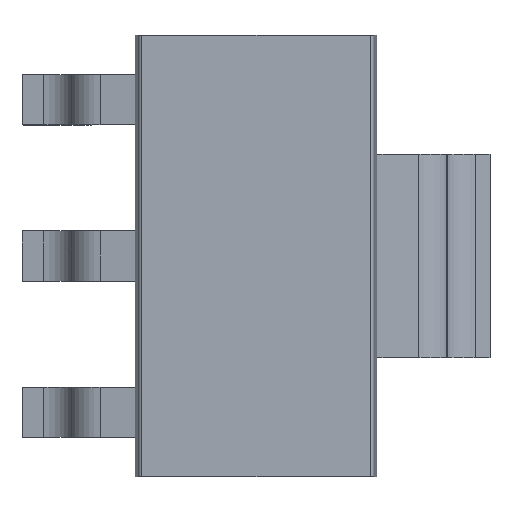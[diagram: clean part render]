
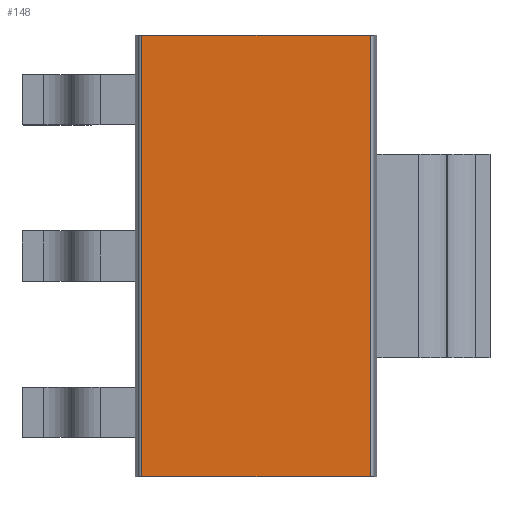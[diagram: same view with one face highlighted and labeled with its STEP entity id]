
A CAD part, top view. The second image highlights one B-rep face of the part: STEP entity #148.
In plain terms, the highlighted planar face has unit normal (0, 0, 1).
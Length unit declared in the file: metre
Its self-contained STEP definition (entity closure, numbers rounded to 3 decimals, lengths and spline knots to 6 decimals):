
#148 = ADVANCED_FACE( '', ( #335 ), #336, .F. );
#335 = FACE_OUTER_BOUND( '', #566, .T. );
#336 = PLANE( '', #567 );
#566 = EDGE_LOOP( '', ( #889, #890, #891, #892 ) );
#567 = AXIS2_PLACEMENT_3D( '', #893, #894, #895 );
#889 = ORIENTED_EDGE( '', *, *, #1447, .F. );
#890 = ORIENTED_EDGE( '', *, *, #1365, .F. );
#891 = ORIENTED_EDGE( '', *, *, #1448, .F. );
#892 = ORIENTED_EDGE( '', *, *, #1431, .T. );
#893 = CARTESIAN_POINT( '', ( 0.00173, 0.003206, 0.00162 ) );
#894 = DIRECTION( '', ( 0., 0., -1. ) );
#895 = DIRECTION( '', ( 0., -1., 0. ) );
#1365 = EDGE_CURVE( '', #1629, #1613, #1631, .T. );
#1431 = EDGE_CURVE( '', #1746, #1744, #1747, .F. );
#1447 = EDGE_CURVE( '', #1613, #1744, #1773, .T. );
#1448 = EDGE_CURVE( '', #1746, #1629, #1774, .T. );
#1613 = VERTEX_POINT( '', #1984 );
#1629 = VERTEX_POINT( '', #2016 );
#1631 = B_SPLINE_CURVE_WITH_KNOTS( '', 1, ( #2022, #2023 ), .UNSPECIFIED., .F., .F., ( 2, 2 ), ( 0., 1. ), .UNSPECIFIED. );
#1744 = VERTEX_POINT( '', #2175 );
#1746 = VERTEX_POINT( '', #2180 );
#1747 = B_SPLINE_CURVE_WITH_KNOTS( '', 1, ( #2181, #2182 ), .UNSPECIFIED., .F., .F., ( 2, 2 ), ( 0., 1. ), .UNSPECIFIED. );
#1773 = B_SPLINE_CURVE_WITH_KNOTS( '', 3, ( #2222, #2223, #2224, #2225 ), .UNSPECIFIED., .F., .F., ( 4, 4 ), ( 0., 1. ), .UNSPECIFIED. );
#1774 = B_SPLINE_CURVE_WITH_KNOTS( '', 3, ( #2226, #2227, #2228, #2229 ), .UNSPECIFIED., .F., .F., ( 4, 4 ), ( 0., 1. ), .UNSPECIFIED. );
#1984 = CARTESIAN_POINT( '', ( 0.001683, 0.003206, 0.00162 ) );
#2016 = CARTESIAN_POINT( '', ( -0.001683, 0.003206, 0.00162 ) );
#2022 = CARTESIAN_POINT( '', ( -0.001683, 0.003206, 0.00162 ) );
#2023 = CARTESIAN_POINT( '', ( 0.001683, 0.003206, 0.00162 ) );
#2175 = CARTESIAN_POINT( '', ( 0.001683, -0.003294, 0.00162 ) );
#2180 = CARTESIAN_POINT( '', ( -0.001683, -0.003294, 0.00162 ) );
#2181 = CARTESIAN_POINT( '', ( 0.001683, -0.003294, 0.00162 ) );
#2182 = CARTESIAN_POINT( '', ( -0.001683, -0.003294, 0.00162 ) );
#2222 = CARTESIAN_POINT( '', ( 0.001683, 0.003206, 0.00162 ) );
#2223 = CARTESIAN_POINT( '', ( 0.001683, 0.001039, 0.00162 ) );
#2224 = CARTESIAN_POINT( '', ( 0.001683, -0.001127, 0.00162 ) );
#2225 = CARTESIAN_POINT( '', ( 0.001683, -0.003294, 0.00162 ) );
#2226 = CARTESIAN_POINT( '', ( -0.001683, -0.003294, 0.00162 ) );
#2227 = CARTESIAN_POINT( '', ( -0.001683, -0.001127, 0.00162 ) );
#2228 = CARTESIAN_POINT( '', ( -0.001683, 0.001039, 0.00162 ) );
#2229 = CARTESIAN_POINT( '', ( -0.001683, 0.003206, 0.00162 ) );
